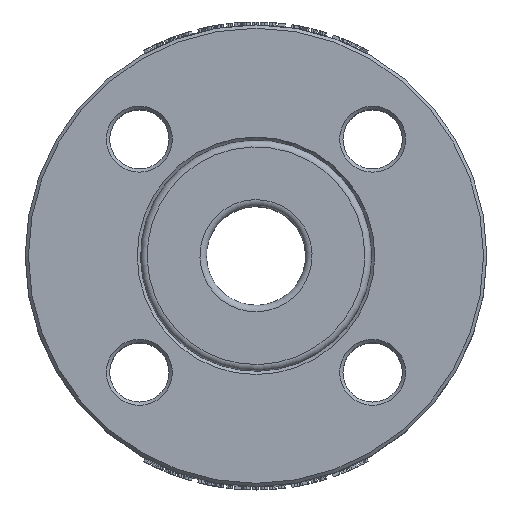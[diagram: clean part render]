
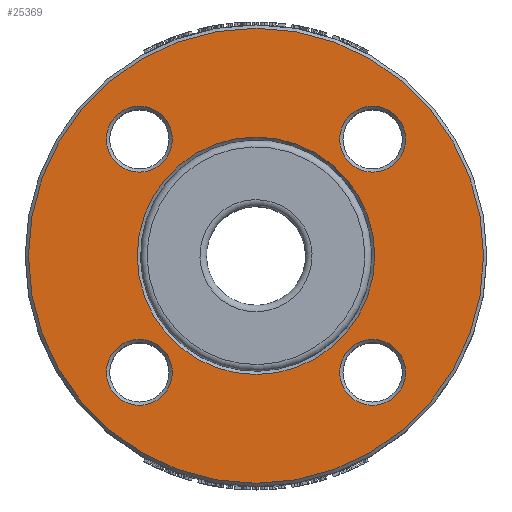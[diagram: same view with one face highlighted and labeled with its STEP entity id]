
A CAD part, top view. The second image highlights one B-rep face of the part: STEP entity #25369.
In plain terms, the highlighted planar face has unit normal (0, 0, 1).
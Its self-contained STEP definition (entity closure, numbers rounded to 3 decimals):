
#5607=PLANE('',#26780);
#6066=FACE_BOUND('',#8132,.T.);
#6067=FACE_BOUND('',#8133,.T.);
#6068=FACE_BOUND('',#8134,.T.);
#6069=FACE_BOUND('',#8135,.T.);
#6070=FACE_BOUND('',#8136,.T.);
#6653=FACE_OUTER_BOUND('',#8131,.T.);
#8131=EDGE_LOOP('',(#18472));
#8132=EDGE_LOOP('',(#18473));
#8133=EDGE_LOOP('',(#18474));
#8134=EDGE_LOOP('',(#18475));
#8135=EDGE_LOOP('',(#18476));
#8136=EDGE_LOOP('',(#18477));
#9367=CIRCLE('',#26744,69.);
#9371=CIRCLE('',#26751,10.);
#9373=CIRCLE('',#26754,10.);
#9375=CIRCLE('',#26757,10.);
#9377=CIRCLE('',#26760,10.);
#9388=CIRCLE('',#26781,36.);
#10647=VERTEX_POINT('',#41738);
#10658=VERTEX_POINT('',#41798);
#10660=VERTEX_POINT('',#41803);
#10662=VERTEX_POINT('',#41808);
#10664=VERTEX_POINT('',#41813);
#10675=VERTEX_POINT('',#41845);
#13532=EDGE_CURVE('',#10647,#10647,#9367,.T.);
#13543=EDGE_CURVE('',#10658,#10658,#9371,.T.);
#13545=EDGE_CURVE('',#10660,#10660,#9373,.T.);
#13547=EDGE_CURVE('',#10662,#10662,#9375,.T.);
#13549=EDGE_CURVE('',#10664,#10664,#9377,.T.);
#13560=EDGE_CURVE('',#10675,#10675,#9388,.T.);
#18472=ORIENTED_EDGE('',*,*,#13532,.F.);
#18473=ORIENTED_EDGE('',*,*,#13549,.F.);
#18474=ORIENTED_EDGE('',*,*,#13545,.F.);
#18475=ORIENTED_EDGE('',*,*,#13543,.F.);
#18476=ORIENTED_EDGE('',*,*,#13547,.F.);
#18477=ORIENTED_EDGE('',*,*,#13560,.F.);
#25369=ADVANCED_FACE('',(#6653,#6066,#6067,#6068,#6069,#6070),#5607,.T.);
#26744=AXIS2_PLACEMENT_3D('',#41739,#29157,#29158);
#26751=AXIS2_PLACEMENT_3D('',#41799,#29171,#29172);
#26754=AXIS2_PLACEMENT_3D('',#41804,#29177,#29178);
#26757=AXIS2_PLACEMENT_3D('',#41809,#29183,#29184);
#26760=AXIS2_PLACEMENT_3D('',#41814,#29189,#29190);
#26780=AXIS2_PLACEMENT_3D('',#41844,#29229,#29230);
#26781=AXIS2_PLACEMENT_3D('',#41846,#29231,#29232);
#29157=DIRECTION('center_axis',(0.,0.,
-1.));
#29158=DIRECTION('ref_axis',(-1.,0.,0.));
#29171=DIRECTION('center_axis',(0.,0.,
1.));
#29172=DIRECTION('ref_axis',(-1.,0.,0.));
#29177=DIRECTION('center_axis',(0.,0.,
1.));
#29178=DIRECTION('ref_axis',(0.,-1.,0.));
#29183=DIRECTION('center_axis',(0.,0.,
1.));
#29184=DIRECTION('ref_axis',(1.,0.,0.));
#29189=DIRECTION('center_axis',(0.,0.,
1.));
#29190=DIRECTION('ref_axis',(0.,1.,0.));
#29229=DIRECTION('center_axis',(0.,0.,
1.));
#29230=DIRECTION('ref_axis',(1.,0.,0.));
#29231=DIRECTION('center_axis',(0.,0.,
1.));
#29232=DIRECTION('ref_axis',(-1.,0.,0.));
#41738=CARTESIAN_POINT('',(-35.718,89.309,97.843));
#41739=CARTESIAN_POINT('Origin',(-104.718,89.309,97.843));
#41798=CARTESIAN_POINT('',(-130.073,124.665,97.843));
#41799=CARTESIAN_POINT('Origin',(-140.073,124.665,97.843));
#41803=CARTESIAN_POINT('',(-140.073,63.954,97.843));
#41804=CARTESIAN_POINT('Origin',(-140.073,53.954,97.843));
#41808=CARTESIAN_POINT('',(-79.362,53.954,97.843));
#41809=CARTESIAN_POINT('Origin',(-69.362,53.954,97.843));
#41813=CARTESIAN_POINT('',(-69.362,114.665,97.843));
#41814=CARTESIAN_POINT('Origin',(-69.362,124.665,97.843));
#41844=CARTESIAN_POINT('Origin',(-104.718,89.309,97.843));
#41845=CARTESIAN_POINT('',(-68.718,89.309,97.843));
#41846=CARTESIAN_POINT('Origin',(-104.718,89.309,97.843));
